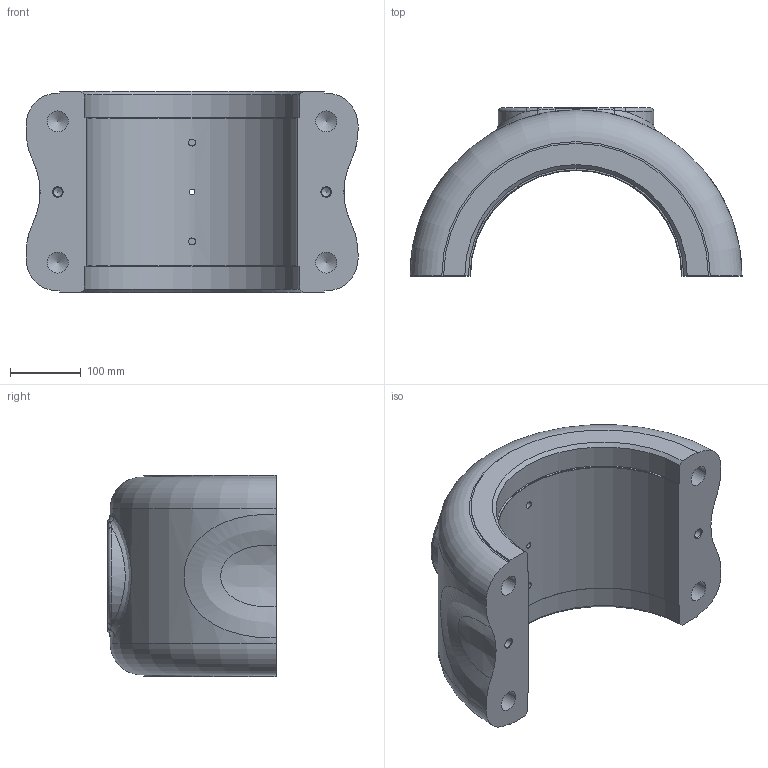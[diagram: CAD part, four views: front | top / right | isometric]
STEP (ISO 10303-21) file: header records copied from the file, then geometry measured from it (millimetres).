
FILE_DESCRIPTION (( 'STEP AP203' ), '1' );
FILE_NAME ('47B02S01P10-½Ä±ì»\.STEP', '2023-09-28T06:04:58', ( '' ), ( '' ), 'SwSTEP 2.0', 'SolidWorks 2018', '' );
FILE_SCHEMA (( 'CONFIG_CONTROL_DESIGN' ));
Length unit declared in the file: millimetre
Products named in the file (1): 47B02S01P10-衝桿蓋
Bounding box: 470 x 238 x 285 mm (x, y, z)
Volume: 13649755.4 mm3; surface area: 499503.4 mm2
Topology: 1 solids, 1 shells, 76 faces, 186 edges, 118 vertices
Faces by surface type: cylinder 21, bspline 20, cone 17, plane 14, torus 4
Full cylindrical faces by diameter (mm): 8.2 x1, 8.5 x2, 9.8 x2, 13 x4, 29.5 x4
Entity records: 4392 total; most frequent: CARTESIAN_POINT 2793, ORIENTED_EDGE 300, DIRECTION 298, EDGE_CURVE 150, AXIS2_PLACEMENT_3D 132, EDGE_LOOP 108, VERTEX_POINT 106, FACE_OUTER_BOUND 89
